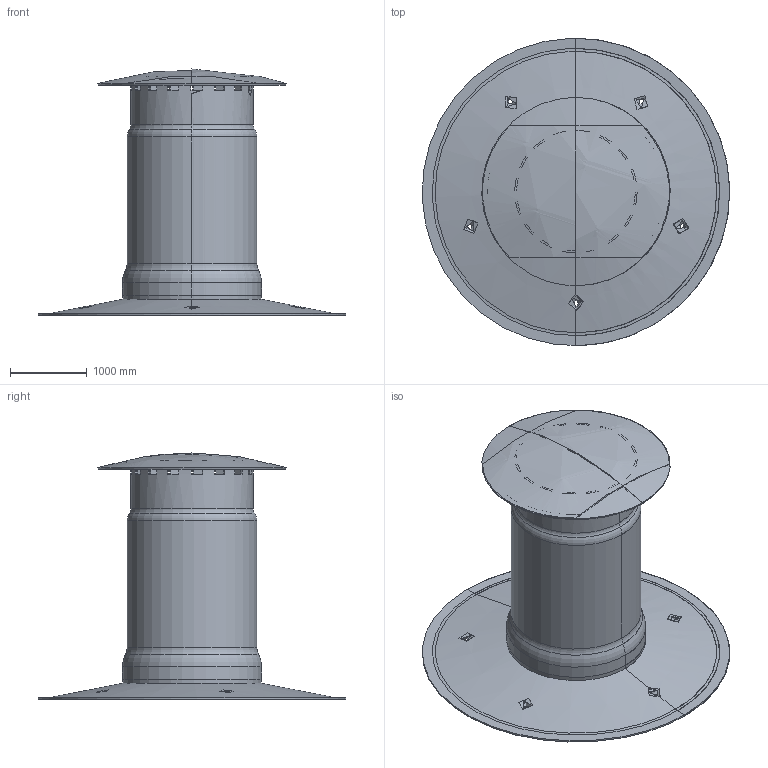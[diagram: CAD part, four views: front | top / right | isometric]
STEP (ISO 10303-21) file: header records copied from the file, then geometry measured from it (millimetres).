
FILE_DESCRIPTION(/* description */ (''),/* implementation_level */ '2;1');
FILE_NAME(/* name */ '01310.150X_3D.stp',/* time_stamp */ '2024-12-11T13:23:17+01:00',/* author */ ('CAD'),/* organization */ (''),/* preprocessor_version */ 'ST-DEVELOPER v20',/* originating_system */ 'AutoCAD Mechanical',/* authorisation */ '');
FILE_SCHEMA (('AUTOMOTIVE_DESIGN { 1 0 10303 214 3 1 1 }'));
Length unit declared in the file: centimetre
Products named in the file (8): Product; *S6; *S15; *S14; *S17; *S16; *S34; *S33
Assembly tree (7 placements, depth 3):
  Product
    *S6
    *S15
      *S14
    *S17
      *S16
    *S34
      *S33
Bounding box: 3998.78 x 4000 x 3200 mm (x, y, z)
Volume: 1099696429.2 mm3; surface area: 100733588.4 mm2
Topology: 23 solids, 23 shells, 309 faces, 1019 edges, 988 vertices
Faces by surface type: plane 152, cylinder 71, cone 36, torus 26, bspline 18, sphere 6
Full cylindrical faces by diameter (mm): 1540 x1, 1590 x1, 1640 x1, 1690 x1, 1760 x1, 1810 x1, 4000 x1
Entity records: 16241 total; most frequent: CARTESIAN_POINT 7377, DIRECTION 1858, ORIENTED_EDGE 1554, EDGE_CURVE 777, AXIS2_PLACEMENT_3D 672, LINE 514, VECTOR 514, VERTEX_POINT 511
